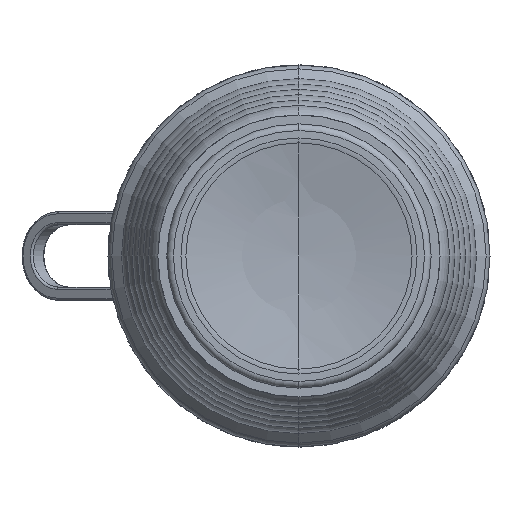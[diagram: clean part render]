
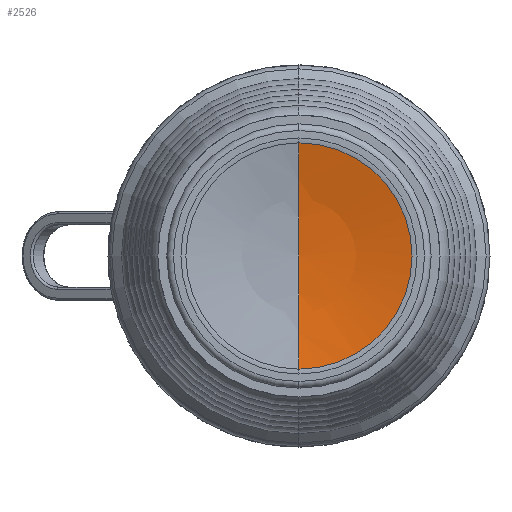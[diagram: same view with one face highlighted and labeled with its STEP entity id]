
A CAD part, front view. The second image highlights one B-rep face of the part: STEP entity #2526.
In plain terms, the highlighted spherical face has radius 114.167 mm.
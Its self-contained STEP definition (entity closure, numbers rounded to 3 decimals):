
#72=CARTESIAN_POINT('',(0.,0.126,0.));
#73=DIRECTION('',(0.,1.,0.));
#74=DIRECTION('',(0.,0.,1.));
#75=AXIS2_PLACEMENT_3D('',#72,#73,#74);
#80=CARTESIAN_POINT('',(0.,-111.167,0.));
#81=DIRECTION('',(1.,0.,0.));
#82=DIRECTION('',(0.,1.,0.));
#83=AXIS2_PLACEMENT_3D('',#80,#81,#82);
#88=CARTESIAN_POINT('',(0.,-111.167,0.));
#89=DIRECTION('',(-1.,0.,0.));
#90=DIRECTION('',(0.,1.,0.));
#91=AXIS2_PLACEMENT_3D('',#88,#89,#90);
#2264=CARTESIAN_POINT('',(0.,3.,0.));
#2265=CARTESIAN_POINT('',(0.,0.126,25.456));
#2266=VERTEX_POINT('',#2264);
#2267=VERTEX_POINT('',#2265);
#2268=CARTESIAN_POINT('',(0.,0.126,-25.456));
#2269=VERTEX_POINT('',#2268);
#2514=CARTESIAN_POINT('',(0.,-111.167,0.));
#2515=DIRECTION('',(0.,1.,0.));
#2516=DIRECTION('',(1.,0.,0.));
#2517=AXIS2_PLACEMENT_3D('',#2514,#2515,#2516);
#2518=SPHERICAL_SURFACE('',#2517,114.167);
#2520=ORIENTED_EDGE('',*,*,#2519,.T.);
#2521=ORIENTED_EDGE('',*,*,#2509,.T.);
#2523=ORIENTED_EDGE('',*,*,#2522,.F.);
#2524=EDGE_LOOP('',(#2520,#2521,#2523));
#2525=FACE_OUTER_BOUND('',#2524,.F.);
#2526=ADVANCED_FACE('',(#2525),#2518,.F.);
#76=CIRCLE('',#75,25.456);
#84=CIRCLE('',#83,114.167);
#92=CIRCLE('',#91,114.167);
#2509=EDGE_CURVE('',#2267,#2269,#76,.T.);
#2519=EDGE_CURVE('',#2266,#2267,#84,.T.);
#2522=EDGE_CURVE('',#2266,#2269,#92,.T.);
